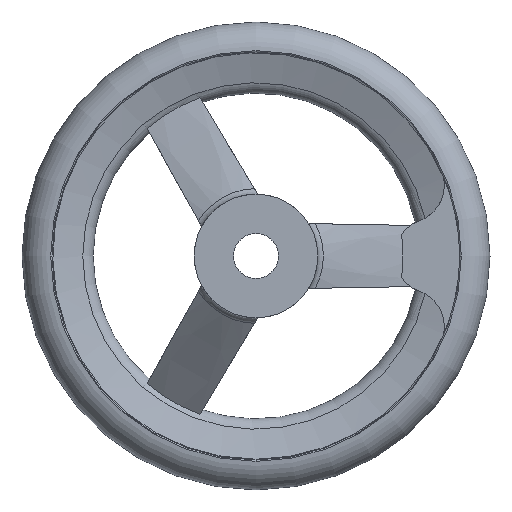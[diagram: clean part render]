
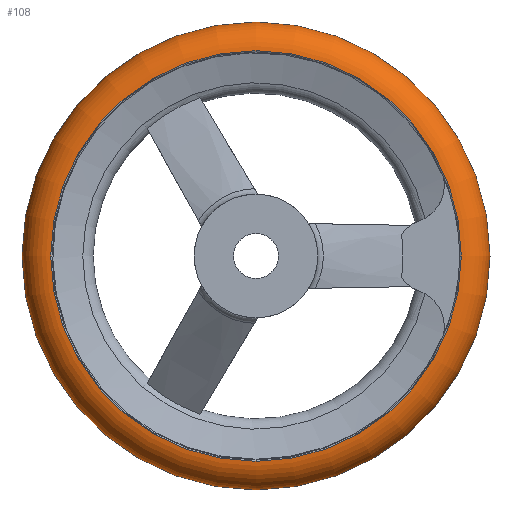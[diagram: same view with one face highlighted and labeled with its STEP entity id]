
A CAD part, front view. The second image highlights one B-rep face of the part: STEP entity #108.
In plain terms, the highlighted toroidal (fillet/blend) face has major radius 54.5 mm and minor radius 8 mm.
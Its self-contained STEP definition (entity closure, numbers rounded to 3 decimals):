
#108 = ADVANCED_FACE( '', ( #251, #252, #253 ), #254, .T. );
#251 = FACE_BOUND( '', #427, .T. );
#252 = FACE_OUTER_BOUND( '', #428, .T. );
#253 = FACE_OUTER_BOUND( '', #429, .T. );
#254 = TOROIDAL_SURFACE( '', #430, 54.5, 8. );
#427 = VERTEX_LOOP( '', #720 );
#428 = EDGE_LOOP( '', ( #721 ) );
#429 = EDGE_LOOP( '', ( #722 ) );
#430 = AXIS2_PLACEMENT_3D( '', #723, #724, #725 );
#720 = VERTEX_POINT( '', #1104 );
#721 = ORIENTED_EDGE( '', *, *, #1055, .T. );
#722 = ORIENTED_EDGE( '', *, *, #1105, .F. );
#723 = CARTESIAN_POINT( '', ( 0., 28., 0. ) );
#724 = DIRECTION( '', ( 0., -1., 0. ) );
#725 = DIRECTION( '', ( 0., 0., -1. ) );
#1055 = EDGE_CURVE( '', #1258, #1258, #1259, .T. );
#1104 = CARTESIAN_POINT( '', ( 0., 28., -62.5 ) );
#1105 = EDGE_CURVE( '', #1340, #1340, #1341, .T. );
#1258 = VERTEX_POINT( '', #1621 );
#1259 = CIRCLE( '', #1622, 54.833 );
#1340 = VERTEX_POINT( '', #1918 );
#1341 = CIRCLE( '', #1919, 54.833 );
#1621 = CARTESIAN_POINT( '', ( 0., 35.993, -54.833 ) );
#1622 = AXIS2_PLACEMENT_3D( '', #2259, #2260, #2261 );
#1918 = CARTESIAN_POINT( '', ( 0., 20.007, -54.833 ) );
#1919 = AXIS2_PLACEMENT_3D( '', #2308, #2309, #2310 );
#2259 = CARTESIAN_POINT( '', ( 0., 35.993, 0. ) );
#2260 = DIRECTION( '', ( 0., -1., 0. ) );
#2261 = DIRECTION( '', ( 0., 0., -1. ) );
#2308 = CARTESIAN_POINT( '', ( 0., 20.007, 0. ) );
#2309 = DIRECTION( '', ( 0., -1., 0. ) );
#2310 = DIRECTION( '', ( 0., 0., -1. ) );
